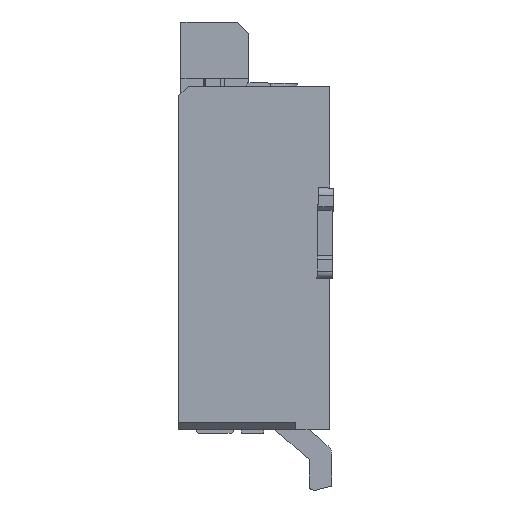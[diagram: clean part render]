
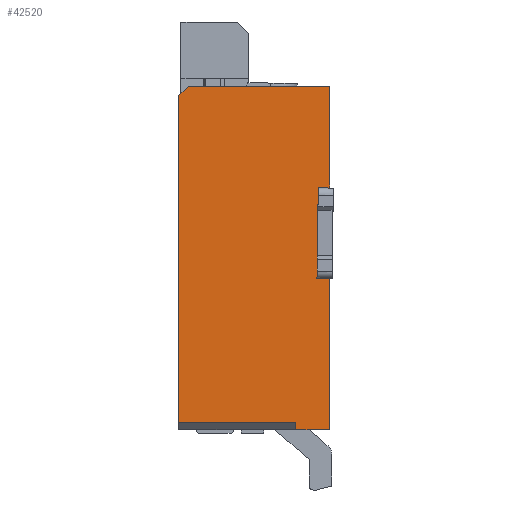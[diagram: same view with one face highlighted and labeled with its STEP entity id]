
A CAD part, left-side view. The second image highlights one B-rep face of the part: STEP entity #42520.
In plain terms, the highlighted planar face has unit normal (-1, 0, 0).
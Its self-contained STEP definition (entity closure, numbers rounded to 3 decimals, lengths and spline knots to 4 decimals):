
#286 = ORIENTED_EDGE ( 'NONE', *, *, #32085, .T. ) ;
#1837 = VECTOR ( 'NONE', #58995, 1000. ) ;
#2690 = VECTOR ( 'NONE', #44087, 1000. ) ;
#2737 = DIRECTION ( 'NONE',  ( 0., -1., 0. ) ) ;
#3373 = VECTOR ( 'NONE', #45616, 1000. ) ;
#3647 = ORIENTED_EDGE ( 'NONE', *, *, #35910, .F. ) ;
#3862 = VECTOR ( 'NONE', #36575, 1000. ) ;
#4070 = AXIS2_PLACEMENT_3D ( 'NONE', #44476, #15595, #49351 ) ;
#4544 = EDGE_CURVE ( 'NONE', #13072, #9718, #53123, .T. ) ;
#4674 = CARTESIAN_POINT ( 'NONE',  ( -12.89, -2., 4.55 ) ) ;
#5016 = LINE ( 'NONE', #41061, #54783 ) ;
#6982 = EDGE_CURVE ( 'NONE', #52189, #34788, #46844, .T. ) ;
#7608 = ORIENTED_EDGE ( 'NONE', *, *, #6982, .F. ) ;
#7731 = DIRECTION ( 'NONE',  ( 0., 0., 1. ) ) ;
#7744 = CARTESIAN_POINT ( 'NONE',  ( -12.89, -1.55, 0. ) ) ;
#8414 = VECTOR ( 'NONE', #39514, 1000. ) ;
#9088 = ORIENTED_EDGE ( 'NONE', *, *, #35233, .T. ) ;
#9589 = LINE ( 'NONE', #44778, #32115 ) ;
#9718 = VERTEX_POINT ( 'NONE', #16311 ) ;
#9815 = LINE ( 'NONE', #47070, #48296 ) ;
#10763 = PLANE ( 'NONE',  #4070 ) ;
#11381 = ORIENTED_EDGE ( 'NONE', *, *, #43881, .F. ) ;
#12741 = VECTOR ( 'NONE', #7731, 1000. ) ;
#12841 = ORIENTED_EDGE ( 'NONE', *, *, #14415, .T. ) ;
#12862 = FACE_OUTER_BOUND ( 'NONE', #46971, .T. ) ;
#13072 = VERTEX_POINT ( 'NONE', #46013 ) ;
#14116 = EDGE_CURVE ( 'NONE', #59808, #23240, #5016, .T. ) ;
#14246 = LINE ( 'NONE', #46262, #12741 ) ;
#14415 = EDGE_CURVE ( 'NONE', #52189, #20075, #25243, .T. ) ;
#14566 = ORIENTED_EDGE ( 'NONE', *, *, #51271, .T. ) ;
#15193 = CARTESIAN_POINT ( 'NONE',  ( -12.89, -1.8401, 2.5815 ) ) ;
#15595 = DIRECTION ( 'NONE',  ( -1., 0., 0. ) ) ;
#15666 = CARTESIAN_POINT ( 'NONE',  ( -12.89, -0.13, 4.55 ) ) ;
#15737 = ORIENTED_EDGE ( 'NONE', *, *, #4544, .F. ) ;
#16311 = CARTESIAN_POINT ( 'NONE',  ( -12.89, -2., 2.0004 ) ) ;
#16740 = CARTESIAN_POINT ( 'NONE',  ( -12.89, -1.942, 2.0012 ) ) ;
#18157 = DIRECTION ( 'NONE',  ( 0., 1., 0.014 ) ) ;
#20075 = VERTEX_POINT ( 'NONE', #15666 ) ;
#23240 = VERTEX_POINT ( 'NONE', #37009 ) ;
#24416 = CARTESIAN_POINT ( 'NONE',  ( -12.89, 0., 0.1 ) ) ;
#25243 = LINE ( 'NONE', #34207, #49391 ) ;
#25497 = CARTESIAN_POINT ( 'NONE',  ( -12.89, -2., 0. ) ) ;
#27416 = LINE ( 'NONE', #39773, #1837 ) ;
#27938 = LINE ( 'NONE', #7744, #3862 ) ;
#28245 = EDGE_CURVE ( 'NONE', #59808, #43612, #14246, .T. ) ;
#30387 = CARTESIAN_POINT ( 'NONE',  ( -12.89, 0., 4.42 ) ) ;
#30633 = VERTEX_POINT ( 'NONE', #25497 ) ;
#32085 = EDGE_CURVE ( 'NONE', #58057, #30633, #27938, .T. ) ;
#32115 = VECTOR ( 'NONE', #49653, 1000. ) ;
#34207 = CARTESIAN_POINT ( 'NONE',  ( -12.89, 0., 4.55 ) ) ;
#34639 = CARTESIAN_POINT ( 'NONE',  ( -12.89, -2., 1.3 ) ) ;
#34788 = VERTEX_POINT ( 'NONE', #50273 ) ;
#35233 = EDGE_CURVE ( 'NONE', #13072, #44330, #53949, .T. ) ;
#35910 = EDGE_CURVE ( 'NONE', #9718, #30633, #27416, .T. ) ;
#36575 = DIRECTION ( 'NONE',  ( 0., -1., 0. ) ) ;
#36753 = LINE ( 'NONE', #45566, #60930 ) ;
#37009 = CARTESIAN_POINT ( 'NONE',  ( -12.89, -1.55, 0.1 ) ) ;
#39514 = DIRECTION ( 'NONE',  ( 0., 0., -1. ) ) ;
#39773 = CARTESIAN_POINT ( 'NONE',  ( -12.89, -2., 1.3 ) ) ;
#40289 = ORIENTED_EDGE ( 'NONE', *, *, #28245, .F. ) ;
#40835 = ORIENTED_EDGE ( 'NONE', *, *, #14116, .T. ) ;
#41061 = CARTESIAN_POINT ( 'NONE',  ( -12.89, -1.9, 0.1 ) ) ;
#42129 = CARTESIAN_POINT ( 'NONE',  ( -12.89, -1.55, 0. ) ) ;
#42520 = ADVANCED_FACE ( 'NONE', ( #12862 ), #10763, .T. ) ;
#43612 = VERTEX_POINT ( 'NONE', #30387 ) ;
#43881 = EDGE_CURVE ( 'NONE', #34788, #44330, #9815, .T. ) ;
#43940 = DIRECTION ( 'NONE',  ( 0., 1., 0. ) ) ;
#44087 = DIRECTION ( 'NONE',  ( 0., -0.014, 1. ) ) ;
#44330 = VERTEX_POINT ( 'NONE', #45948 ) ;
#44476 = CARTESIAN_POINT ( 'NONE',  ( -12.89, -1.95, 2.58 ) ) ;
#44778 = CARTESIAN_POINT ( 'NONE',  ( -12.89, -0.055, 4.475 ) ) ;
#45566 = CARTESIAN_POINT ( 'NONE',  ( -12.89, -1.55, 0. ) ) ;
#45616 = DIRECTION ( 'NONE',  ( 0., -1., -0.014 ) ) ;
#45948 = CARTESIAN_POINT ( 'NONE',  ( -12.89, -1.8487, 3.2026 ) ) ;
#46013 = CARTESIAN_POINT ( 'NONE',  ( -12.89, -1.8321, 2.0028 ) ) ;
#46262 = CARTESIAN_POINT ( 'NONE',  ( -12.89, 0., 2.48 ) ) ;
#46844 = LINE ( 'NONE', #34639, #8414 ) ;
#46971 = EDGE_LOOP ( 'NONE', ( #11381, #7608, #12841, #14566, #40289, #40835, #48689, #286, #3647, #15737, #9088 ) ) ;
#47070 = CARTESIAN_POINT ( 'NONE',  ( -12.89, -1.9586, 3.2011 ) ) ;
#48296 = VECTOR ( 'NONE', #18157, 1000. ) ;
#48689 = ORIENTED_EDGE ( 'NONE', *, *, #50167, .F. ) ;
#49351 = DIRECTION ( 'NONE',  ( 0., 0., -1. ) ) ;
#49391 = VECTOR ( 'NONE', #43940, 1000. ) ;
#49653 = DIRECTION ( 'NONE',  ( 0., 0.707, -0.707 ) ) ;
#50167 = EDGE_CURVE ( 'NONE', #58057, #23240, #36753, .T. ) ;
#50273 = CARTESIAN_POINT ( 'NONE',  ( -12.89, -2., 3.2006 ) ) ;
#50440 = DIRECTION ( 'NONE',  ( 0., 0., 1. ) ) ;
#51271 = EDGE_CURVE ( 'NONE', #20075, #43612, #9589, .T. ) ;
#52189 = VERTEX_POINT ( 'NONE', #4674 ) ;
#53123 = LINE ( 'NONE', #16740, #3373 ) ;
#53949 = LINE ( 'NONE', #15193, #2690 ) ;
#54783 = VECTOR ( 'NONE', #2737, 1000. ) ;
#58057 = VERTEX_POINT ( 'NONE', #42129 ) ;
#58995 = DIRECTION ( 'NONE',  ( 0., 0., -1. ) ) ;
#59808 = VERTEX_POINT ( 'NONE', #24416 ) ;
#60930 = VECTOR ( 'NONE', #50440, 1000. ) ;
